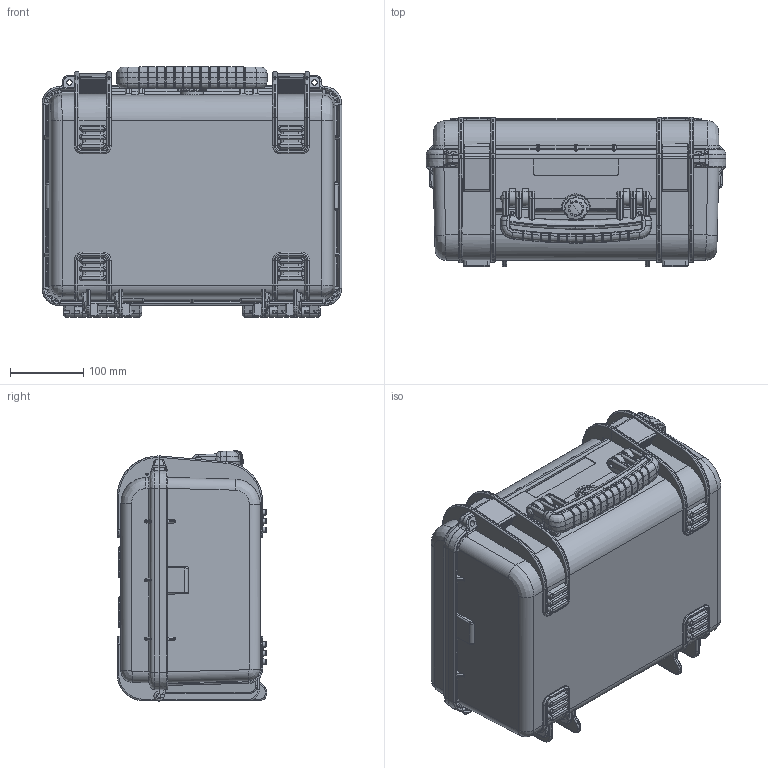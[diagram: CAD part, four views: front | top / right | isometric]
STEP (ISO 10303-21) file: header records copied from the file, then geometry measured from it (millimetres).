
FILE_DESCRIPTION (( 'STEP AP203' ), '1' );
FILE_NAME ('ZG-1511-0502.STEP', '2014-08-05T18:55:16', ( '' ), ( '' ), 'SwSTEP 2.0', 'SolidWorks 2014', '' );
FILE_SCHEMA (( 'CONFIG_CONTROL_DESIGN' ));
Length unit declared in the file: inch
Products named in the file (1): ZG-1511-0502
Bounding box: 409.4 x 204 x 341.48 mm (x, y, z)
Surface area: 1149707.9 mm2 (no closed solid volume)
Topology: 0 solids, 9 shells, 3179 faces, 9121 edges, 5811 vertices
Faces by surface type: plane 1149, cylinder 960, bspline 681, cone 241, torus 108, sphere 40
Entity records: 169355 total; most frequent: CARTESIAN_POINT 94434, ORIENTED_EDGE 17319, DIRECTION 12661, EDGE_CURVE 9087, VERTEX_POINT 5811, LINE 4243, VECTOR 4243, AXIS2_PLACEMENT_3D 4209
